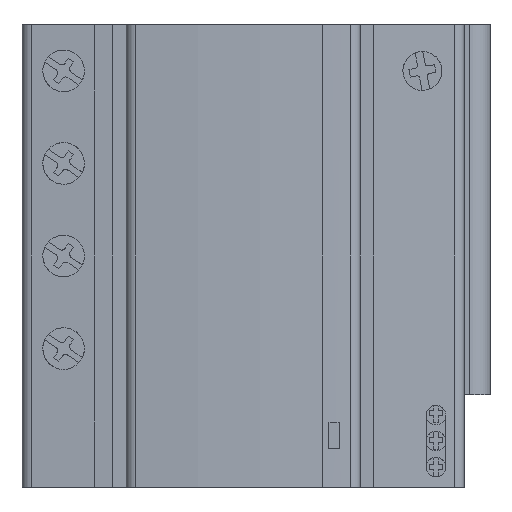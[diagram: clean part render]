
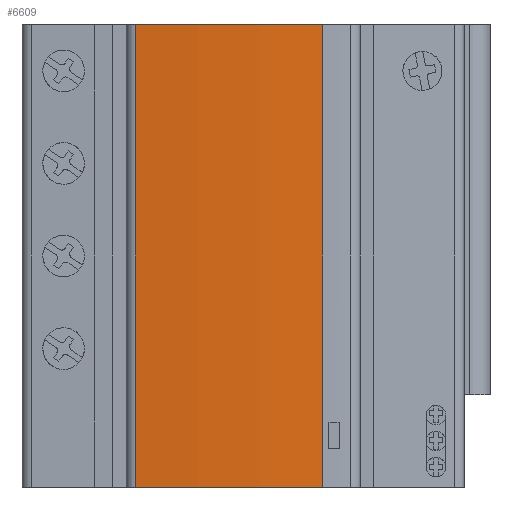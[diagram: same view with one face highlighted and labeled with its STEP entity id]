
A CAD part, left-side view. The second image highlights one B-rep face of the part: STEP entity #6609.
In plain terms, the highlighted cylindrical face has radius 200 mm (diameter 400 mm), a partial arc.
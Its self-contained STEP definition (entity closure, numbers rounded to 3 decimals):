
#298=CARTESIAN_POINT('',(142.,0.,80.1));
#299=DIRECTION('',(0.,0.,1.));
#300=DIRECTION('',(-0.995,0.103,0.));
#301=AXIS2_PLACEMENT_3D('',#298,#299,#300);
#474=CARTESIAN_POINT('',(142.,0.,-8.9));
#475=DIRECTION('',(0.,0.,1.));
#476=DIRECTION('',(-0.995,0.103,0.));
#477=AXIS2_PLACEMENT_3D('',#474,#475,#476);
#2045=DIRECTION('',(0.,0.,1.));
#2046=VECTOR('',#2045,89.);
#2047=CARTESIAN_POINT('',(-56.926,20.698,-8.9));
#2048=LINE('',#2047,#2046);
#2049=DIRECTION('',(0.,0.,1.));
#2050=VECTOR('',#2049,89.);
#2051=CARTESIAN_POINT('',(-57.41,-15.357,-8.9));
#2052=LINE('',#2051,#2050);
#4040=CARTESIAN_POINT('',(-56.926,20.698,80.1));
#4042=VERTEX_POINT('',#4040);
#4043=CARTESIAN_POINT('',(-57.41,-15.357,80.1));
#4044=VERTEX_POINT('',#4043);
#4208=CARTESIAN_POINT('',(-56.926,20.698,-8.9));
#4210=VERTEX_POINT('',#4208);
#4211=CARTESIAN_POINT('',(-57.41,-15.357,-8.9));
#4212=VERTEX_POINT('',#4211);
#6597=CARTESIAN_POINT('',(142.,0.,8.9));
#6598=DIRECTION('',(0.,0.,1.));
#6599=DIRECTION('',(1.,0.,0.));
#6600=AXIS2_PLACEMENT_3D('',#6597,#6598,#6599);
#6601=CYLINDRICAL_SURFACE('',#6600,200.);
#6603=ORIENTED_EDGE('',*,*,#6602,.F.);
#6604=ORIENTED_EDGE('',*,*,#5086,.F.);
#6605=ORIENTED_EDGE('',*,*,#6589,.T.);
#6606=ORIENTED_EDGE('',*,*,#4932,.T.);
#6607=EDGE_LOOP('',(#6603,#6604,#6605,#6606));
#6608=FACE_OUTER_BOUND('',#6607,.F.);
#6609=ADVANCED_FACE('',(#6608),#6601,.T.);
#302=CIRCLE('',#301,200.);
#478=CIRCLE('',#477,200.);
#4932=EDGE_CURVE('',#4042,#4044,#302,.T.);
#5086=EDGE_CURVE('',#4210,#4212,#478,.T.);
#6589=EDGE_CURVE('',#4210,#4042,#2048,.T.);
#6602=EDGE_CURVE('',#4212,#4044,#2052,.T.);
